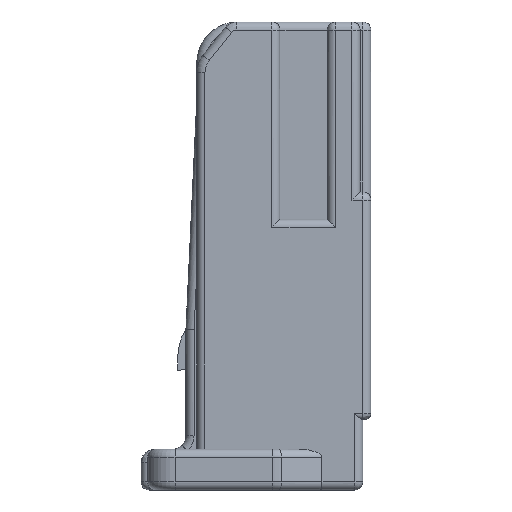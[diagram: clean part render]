
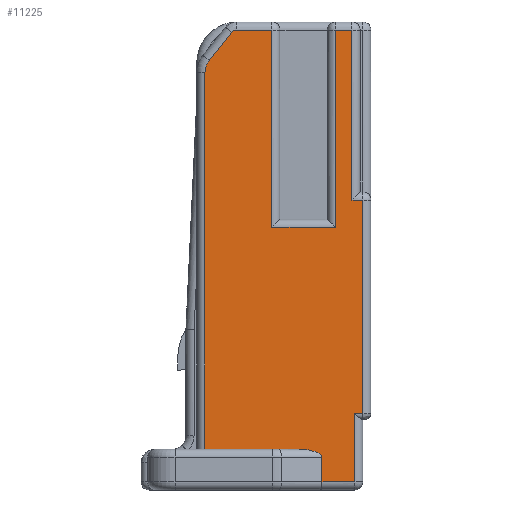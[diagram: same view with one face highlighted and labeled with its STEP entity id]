
A CAD part, left-side view. The second image highlights one B-rep face of the part: STEP entity #11225.
In plain terms, the highlighted planar face has unit normal (-1, 0, 0).
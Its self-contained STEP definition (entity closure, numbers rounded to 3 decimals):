
#1931=CARTESIAN_POINT('',(-4.95,-0.023,-15.7));
#1932=CARTESIAN_POINT('',(-4.95,-0.121,-15.7));
#1933=CARTESIAN_POINT('',(-4.95,-0.306,-15.711));
#1934=CARTESIAN_POINT('',(-4.95,-0.515,-15.748));
#1935=CARTESIAN_POINT('',(-4.95,-0.665,-15.793));
#1936=CARTESIAN_POINT('',(-4.95,-0.768,-15.838));
#1937=CARTESIAN_POINT('',(-4.95,-0.842,-15.887));
#1938=CARTESIAN_POINT('',(-4.95,-0.886,-15.941));
#1939=CARTESIAN_POINT('',(-4.95,-0.9,-15.975));
#1940=CARTESIAN_POINT('',(-4.95,-0.9,-16.));
#1954=DIRECTION('',(0.,0.,1.));
#1955=VECTOR('',#1954,0.9);
#1956=CARTESIAN_POINT('',(-4.95,-0.9,-16.9));
#1957=LINE('',#1956,#1955);
#1958=DIRECTION('',(0.,-1.,0.));
#1959=VECTOR('',#1958,3.423);
#1960=CARTESIAN_POINT('',(-4.95,3.4,-15.7));
#1961=LINE('',#1960,#1959);
#1962=DIRECTION('',(0.,0.,-1.));
#1963=VECTOR('',#1962,13.849);
#1964=CARTESIAN_POINT('',(-4.95,3.4,-1.851));
#1965=LINE('',#1964,#1963);
#1966=CARTESIAN_POINT('',(-4.95,2.7,-1.851));
#1967=DIRECTION('',(-1.,0.,0.));
#1968=DIRECTION('',(0.,0.781,0.625));
#1969=AXIS2_PLACEMENT_3D('',#1966,#1967,#1968);
#1971=DIRECTION('',(0.,0.625,-0.781));
#1972=VECTOR('',#1971,1.33);
#1973=CARTESIAN_POINT('',(-4.95,2.416,-0.375));
#1974=LINE('',#1973,#1972);
#1975=CARTESIAN_POINT('',(-4.95,2.26,-0.5));
#1976=DIRECTION('',(-1.,0.,0.));
#1977=DIRECTION('',(0.,0.,1.));
#1978=AXIS2_PLACEMENT_3D('',#1975,#1976,#1977);
#1980=DIRECTION('',(0.,1.,0.));
#1981=VECTOR('',#1980,1.315);
#1982=CARTESIAN_POINT('',(-4.95,0.945,-0.3));
#1983=LINE('',#1982,#1981);
#1984=DIRECTION('',(0.,-1.,0.));
#1985=VECTOR('',#1984,2.345);
#1986=CARTESIAN_POINT('',(-4.95,0.945,-7.55));
#1987=LINE('',#1986,#1985);
#1988=DIRECTION('',(0.,-1.,0.));
#1989=VECTOR('',#1988,0.6);
#1990=CARTESIAN_POINT('',(-4.95,-1.4,-0.3));
#1991=LINE('',#1990,#1989);
#1992=DIRECTION('',(0.,-1.,0.));
#1993=VECTOR('',#1992,0.4);
#1994=CARTESIAN_POINT('',(-4.95,-2.,-6.55));
#1995=LINE('',#1994,#1993);
#1996=DIRECTION('',(0.,0.,-1.));
#1997=VECTOR('',#1996,7.85);
#1998=CARTESIAN_POINT('',(-4.95,-2.4,-6.55));
#1999=LINE('',#1998,#1997);
#2000=DIRECTION('',(0.,-1.,0.));
#2001=VECTOR('',#2000,0.3);
#2002=CARTESIAN_POINT('',(-4.95,-2.1,-14.4));
#2003=LINE('',#2002,#2001);
#2004=DIRECTION('',(0.,-1.,0.));
#2005=VECTOR('',#2004,1.2);
#2006=CARTESIAN_POINT('',(-4.95,-0.9,-16.9));
#2007=LINE('',#2006,#2005);
#2149=DIRECTION('',(0.,0.,-1.));
#2150=VECTOR('',#2149,7.25);
#2151=CARTESIAN_POINT('',(-4.95,-1.4,-0.3));
#2152=LINE('',#2151,#2150);
#2158=CARTESIAN_POINT('',(-4.95,0.945,-7.55));
#2178=CARTESIAN_POINT('',(-4.95,-1.4,-7.55));
#2180=DIRECTION('',(0.,0.,1.));
#2181=VECTOR('',#2180,7.25);
#2182=CARTESIAN_POINT('',(-4.95,0.945,-7.55));
#2183=LINE('',#2182,#2181);
#3341=DIRECTION('',(0.,0.,1.));
#3342=VECTOR('',#3341,2.5);
#3343=CARTESIAN_POINT('',(-4.95,-2.1,-16.9));
#3344=LINE('',#3343,#3342);
#3380=CARTESIAN_POINT('',(-4.95,-2.,-6.55));
#3391=DIRECTION('',(0.,0.,1.));
#3392=VECTOR('',#3391,6.25);
#3393=CARTESIAN_POINT('',(-4.95,-2.,-6.55));
#3394=LINE('',#3393,#3392);
#6917=CARTESIAN_POINT('',(-4.95,3.247,-1.413));
#6918=CARTESIAN_POINT('',(-4.95,3.4,-1.851));
#6919=VERTEX_POINT('',#6917);
#6920=VERTEX_POINT('',#6918);
#6925=CARTESIAN_POINT('',(-4.95,2.416,-0.375));
#6926=VERTEX_POINT('',#6925);
#6929=CARTESIAN_POINT('',(-4.95,2.26,-0.3));
#6930=VERTEX_POINT('',#6929);
#7047=VERTEX_POINT('',#2158);
#7050=VERTEX_POINT('',#2178);
#7067=CARTESIAN_POINT('',(-4.95,-2.,-0.3));
#7068=VERTEX_POINT('',#7067);
#7071=CARTESIAN_POINT('',(-4.95,-1.4,-0.3));
#7072=VERTEX_POINT('',#7071);
#7111=CARTESIAN_POINT('',(-4.95,0.945,-0.3));
#7112=VERTEX_POINT('',#7111);
#7117=VERTEX_POINT('',#3380);
#7123=CARTESIAN_POINT('',(-4.95,-2.4,-6.55));
#7124=VERTEX_POINT('',#7123);
#7283=CARTESIAN_POINT('',(-4.95,-2.4,-14.4));
#7284=VERTEX_POINT('',#7283);
#7287=CARTESIAN_POINT('',(-4.95,-2.1,-14.4));
#7288=VERTEX_POINT('',#7287);
#7972=CARTESIAN_POINT('',(-4.95,3.4,-15.7));
#7973=VERTEX_POINT('',#7972);
#7974=CARTESIAN_POINT('',(-4.95,-0.9,-16.9));
#7975=CARTESIAN_POINT('',(-4.95,-2.1,-16.9));
#7976=VERTEX_POINT('',#7974);
#7977=VERTEX_POINT('',#7975);
#8065=CARTESIAN_POINT('',(-4.95,-0.9,-16.));
#8067=VERTEX_POINT('',#8065);
#8069=CARTESIAN_POINT('',(-4.95,-0.023,-15.7));
#8071=VERTEX_POINT('',#8069);
#11185=CARTESIAN_POINT('',(-4.95,1.7,0.));
#11186=DIRECTION('',(-1.,0.,0.));
#11187=DIRECTION('',(0.,-1.,0.));
#11188=AXIS2_PLACEMENT_3D('',#11185,#11186,#11187);
#11189=PLANE('',#11188);
#11190=ORIENTED_EDGE('',*,*,#11176,.T.);
#11191=ORIENTED_EDGE('',*,*,#11165,.F.);
#11192=ORIENTED_EDGE('',*,*,#11016,.F.);
#11194=ORIENTED_EDGE('',*,*,#11193,.F.);
#11196=ORIENTED_EDGE('',*,*,#11195,.F.);
#11198=ORIENTED_EDGE('',*,*,#11197,.F.);
#11200=ORIENTED_EDGE('',*,*,#11199,.F.);
#11202=ORIENTED_EDGE('',*,*,#11201,.F.);
#11204=ORIENTED_EDGE('',*,*,#11203,.F.);
#11206=ORIENTED_EDGE('',*,*,#11205,.T.);
#11208=ORIENTED_EDGE('',*,*,#11207,.F.);
#11210=ORIENTED_EDGE('',*,*,#11209,.T.);
#11212=ORIENTED_EDGE('',*,*,#11211,.F.);
#11214=ORIENTED_EDGE('',*,*,#11213,.T.);
#11216=ORIENTED_EDGE('',*,*,#11215,.T.);
#11218=ORIENTED_EDGE('',*,*,#11217,.F.);
#11220=ORIENTED_EDGE('',*,*,#11219,.F.);
#11222=ORIENTED_EDGE('',*,*,#11221,.F.);
#11223=EDGE_LOOP('',(#11190,#11191,#11192,#11194,#11196,#11198,#11200,#11202,
#11204,#11206,#11208,#11210,#11212,#11214,#11216,#11218,#11220,#11222));
#11224=FACE_OUTER_BOUND('',#11223,.F.);
#11225=ADVANCED_FACE('',(#11224),#11189,.T.);
#1941=B_SPLINE_CURVE_WITH_KNOTS('',3,(#1931,#1932,#1933,#1934,#1935,#1936,#1937,
#1938,#1939,#1940),.UNSPECIFIED.,.F.,.F.,(4,1,1,1,1,1,1,4),(0.,0.25,0.5,
0.625,0.75,0.875,0.938,1.),.UNSPECIFIED.);
#1970=CIRCLE('',#1969,0.7);
#1979=CIRCLE('',#1978,0.2);
#11016=EDGE_CURVE('',#7973,#8071,#1961,.T.);
#11165=EDGE_CURVE('',#8071,#8067,#1941,.T.);
#11176=EDGE_CURVE('',#7976,#8067,#1957,.T.);
#11193=EDGE_CURVE('',#6920,#7973,#1965,.T.);
#11195=EDGE_CURVE('',#6919,#6920,#1970,.T.);
#11197=EDGE_CURVE('',#6926,#6919,#1974,.T.);
#11199=EDGE_CURVE('',#6930,#6926,#1979,.T.);
#11201=EDGE_CURVE('',#7112,#6930,#1983,.T.);
#11203=EDGE_CURVE('',#7047,#7112,#2183,.T.);
#11205=EDGE_CURVE('',#7047,#7050,#1987,.T.);
#11207=EDGE_CURVE('',#7072,#7050,#2152,.T.);
#11209=EDGE_CURVE('',#7072,#7068,#1991,.T.);
#11211=EDGE_CURVE('',#7117,#7068,#3394,.T.);
#11213=EDGE_CURVE('',#7117,#7124,#1995,.T.);
#11215=EDGE_CURVE('',#7124,#7284,#1999,.T.);
#11217=EDGE_CURVE('',#7288,#7284,#2003,.T.);
#11219=EDGE_CURVE('',#7977,#7288,#3344,.T.);
#11221=EDGE_CURVE('',#7976,#7977,#2007,.T.);
